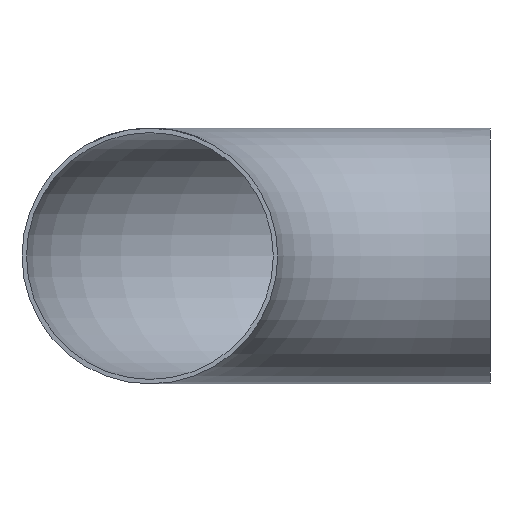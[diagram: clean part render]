
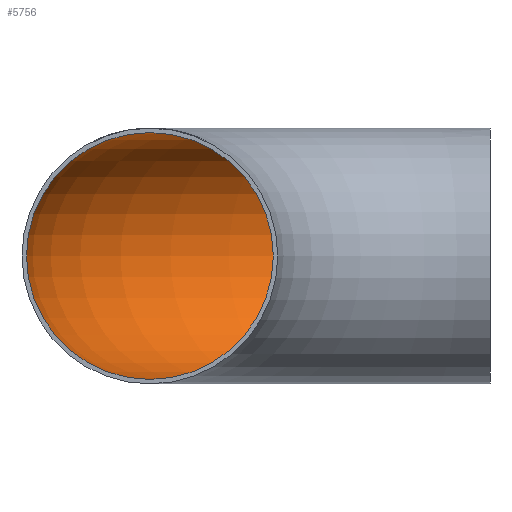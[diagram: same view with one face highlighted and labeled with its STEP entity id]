
A CAD part, front view. The second image highlights one B-rep face of the part: STEP entity #5756.
In plain terms, the highlighted toroidal (fillet/blend) face has major radius 152 mm and minor radius 55.15 mm.
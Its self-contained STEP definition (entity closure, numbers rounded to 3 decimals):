
#107 = DIRECTION ( 'NONE',  ( 0., 0., -1. ) ) ;
#109 = FACE_OUTER_BOUND ( 'NONE', #1369, .T. ) ;
#302 = AXIS2_PLACEMENT_3D ( 'NONE', #4182, #6367, #1010 ) ;
#857 = CIRCLE ( 'NONE', #302, 55.15 ) ;
#1010 = DIRECTION ( 'NONE',  ( 0., 0., 1. ) ) ;
#1278 = FACE_OUTER_BOUND ( 'NONE', #3474, .T. ) ;
#1318 = ORIENTED_EDGE ( 'NONE', *, *, #5625, .F. ) ;
#1369 = EDGE_LOOP ( 'NONE', ( #6187 ) ) ;
#2035 = CIRCLE ( 'NONE', #5349, 55.15 ) ;
#2226 = CARTESIAN_POINT ( 'NONE',  ( 0., 0., 0. ) ) ;
#3254 = DIRECTION ( 'NONE',  ( 0., 1., 0. ) ) ;
#3474 = EDGE_LOOP ( 'NONE', ( #1318 ) ) ;
#3650 = VERTEX_POINT ( 'NONE', #6644 ) ;
#4182 = CARTESIAN_POINT ( 'NONE',  ( -152., 0., 0. ) ) ;
#4209 = CARTESIAN_POINT ( 'NONE',  ( 0., 207.15, 0. ) ) ;
#4875 = CARTESIAN_POINT ( 'NONE',  ( 0., 152., 0. ) ) ;
#5204 = EDGE_CURVE ( 'NONE', #6177, #6177, #2035, .T. ) ;
#5349 = AXIS2_PLACEMENT_3D ( 'NONE', #4875, #5940, #3254 ) ;
#5452 = TOROIDAL_SURFACE ( 'NONE', #6022, 152., 55.15 ) ;
#5518 = DIRECTION ( 'NONE',  ( -1., 0., 0. ) ) ;
#5625 = EDGE_CURVE ( 'NONE', #3650, #3650, #857, .T. ) ;
#5756 = ADVANCED_FACE ( 'NONE', ( #109, #1278 ), #5452, .F. ) ;
#5940 = DIRECTION ( 'NONE',  ( 1., 0., 0. ) ) ;
#6022 = AXIS2_PLACEMENT_3D ( 'NONE', #2226, #107, #5518 ) ;
#6177 = VERTEX_POINT ( 'NONE', #4209 ) ;
#6187 = ORIENTED_EDGE ( 'NONE', *, *, #5204, .T. ) ;
#6367 = DIRECTION ( 'NONE',  ( 0., 1., 0. ) ) ;
#6644 = CARTESIAN_POINT ( 'NONE',  ( -152., 0., 55.15 ) ) ;
